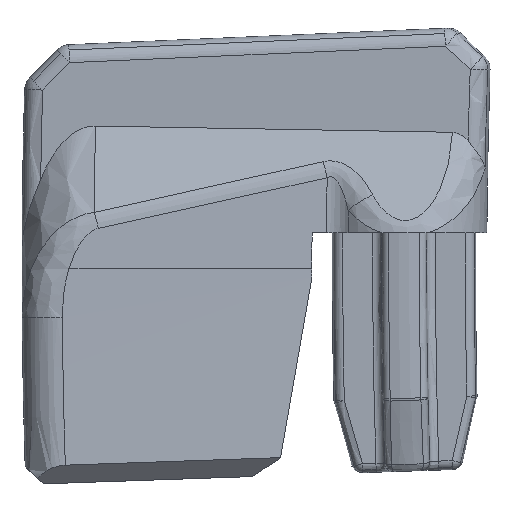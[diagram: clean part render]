
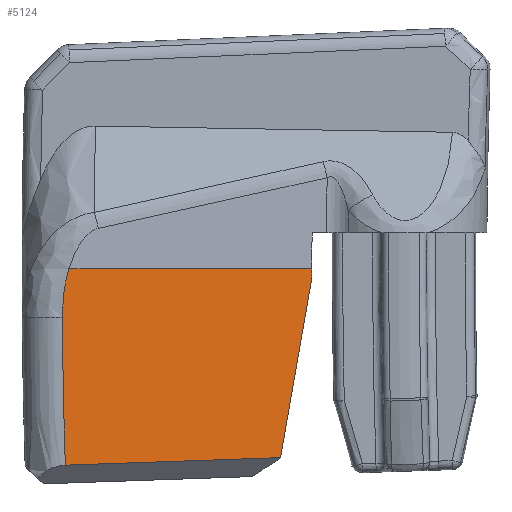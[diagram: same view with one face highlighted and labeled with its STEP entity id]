
A CAD part, left-side view. The second image highlights one B-rep face of the part: STEP entity #5124.
In plain terms, the highlighted conical face has half-angle 83.166 degrees and reference radius 336.401 mm.
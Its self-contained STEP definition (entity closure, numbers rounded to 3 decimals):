
#62=CARTESIAN_POINT('',(-4.779,659.876,-17.459));
#63=VERTEX_POINT('',#62);
#83=CARTESIAN_POINT('',(-4.779,660.04,-9.227));
#84=VERTEX_POINT('',#83);
#85=CARTESIAN_POINT('',(-4.779,317.401,-6.5));
#86=DIRECTION('',(1.,-0.,0.));
#87=DIRECTION('',(0.,0.,-1.));
#88=AXIS2_PLACEMENT_3D('',#85,#86,#87);
#89=CIRCLE('',#88,342.65);
#90=EDGE_CURVE('',#63,#84,#89,.T.);
#254=CARTESIAN_POINT('',(-4.733,659.671,-6.5));
#255=VERTEX_POINT('',#254);
#256=CARTESIAN_POINT('',(-4.779,660.04,-9.227));
#257=CARTESIAN_POINT('',(-4.779,660.047,-8.418));
#258=CARTESIAN_POINT('',(-4.766,659.946,-7.497));
#259=CARTESIAN_POINT('',(-4.737,659.703,-6.608));
#260=CARTESIAN_POINT('',(-4.733,659.671,-6.5));
#261=B_SPLINE_CURVE_WITH_KNOTS('',3,(#256,#257,#258,#259,#260),.UNSPECIFIED.,.F.,.F.,(4,1,4),(0.,0.243,0.276),.UNSPECIFIED.);
#262=EDGE_CURVE('',#84,#255,#261,.T.);
#4801=CARTESIAN_POINT('',(-3.339,647.875,-17.04));
#4802=VERTEX_POINT('',#4801);
#4810=CARTESIAN_POINT('',(-3.339,647.875,-17.04));
#4811=CARTESIAN_POINT('',(-3.819,651.875,-17.179));
#4812=CARTESIAN_POINT('',(-4.299,655.875,-17.319));
#4813=CARTESIAN_POINT('',(-4.779,659.876,-17.459));
#4814=B_SPLINE_CURVE_WITH_KNOTS('',3,(#4810,#4811,#4812,#4813),.UNSPECIFIED.,.F.,.F.,(4,4),(0.,0.012),.UNSPECIFIED.);
#4815=EDGE_CURVE('',#4802,#63,#4814,.T.);
#5090=CARTESIAN_POINT('',(-4.03,317.401,-6.5));
#5091=DIRECTION('',(-1.,0.,0.));
#5092=DIRECTION('',(0.,1.,0.));
#5093=AXIS2_PLACEMENT_3D('',#5090,#5091,#5092);
#5094=CONICAL_SURFACE('',#5093,336.401,83.166);
#5095=CARTESIAN_POINT('',(-3.109,646.123,-6.5));
#5096=VERTEX_POINT('',#5095);
#5097=CARTESIAN_POINT('',(-4.733,659.671,-6.5));
#5098=DIRECTION('',(0.119,-0.993,-0.));
#5099=VECTOR('',#5098,13.645);
#5100=LINE('',#5097,#5099);
#5101=EDGE_CURVE('',#255,#5096,#5100,.T.);
#5102=ORIENTED_EDGE('',*,*,#5101,.F.);
#5103=ORIENTED_EDGE('',*,*,#262,.F.);
#5104=ORIENTED_EDGE('',*,*,#90,.F.);
#5105=ORIENTED_EDGE('',*,*,#4815,.F.);
#5106=CARTESIAN_POINT('',(-3.109,646.122,-6.974));
#5107=VERTEX_POINT('',#5106);
#5108=CARTESIAN_POINT('',(-3.109,646.122,-6.974));
#5109=CARTESIAN_POINT('',(-3.182,646.724,-10.326));
#5110=CARTESIAN_POINT('',(-3.258,647.304,-13.682));
#5111=CARTESIAN_POINT('',(-3.339,647.874,-17.04));
#5112=B_SPLINE_CURVE_WITH_KNOTS('',3,(#5108,#5109,#5110,#5111),.UNSPECIFIED.,.F.,.F.,(4,4),(0.,0.01),.UNSPECIFIED.);
#5113=EDGE_CURVE('',#5107,#4802,#5112,.T.);
#5114=ORIENTED_EDGE('',*,*,#5113,.F.);
#5115=CARTESIAN_POINT('',(-3.109,317.401,-6.5));
#5116=DIRECTION('',(-1.,0.,0.));
#5117=DIRECTION('',(0.,0.,1.));
#5118=AXIS2_PLACEMENT_3D('',#5115,#5116,#5117);
#5119=CIRCLE('',#5118,328.722);
#5120=EDGE_CURVE('',#5096,#5107,#5119,.T.);
#5121=ORIENTED_EDGE('',*,*,#5120,.F.);
#5122=EDGE_LOOP('',(#5102,#5103,#5104,#5105,#5114,#5121));
#5123=FACE_BOUND('',#5122,.T.);
#5124=ADVANCED_FACE('',(#5123),#5094,.F.);
